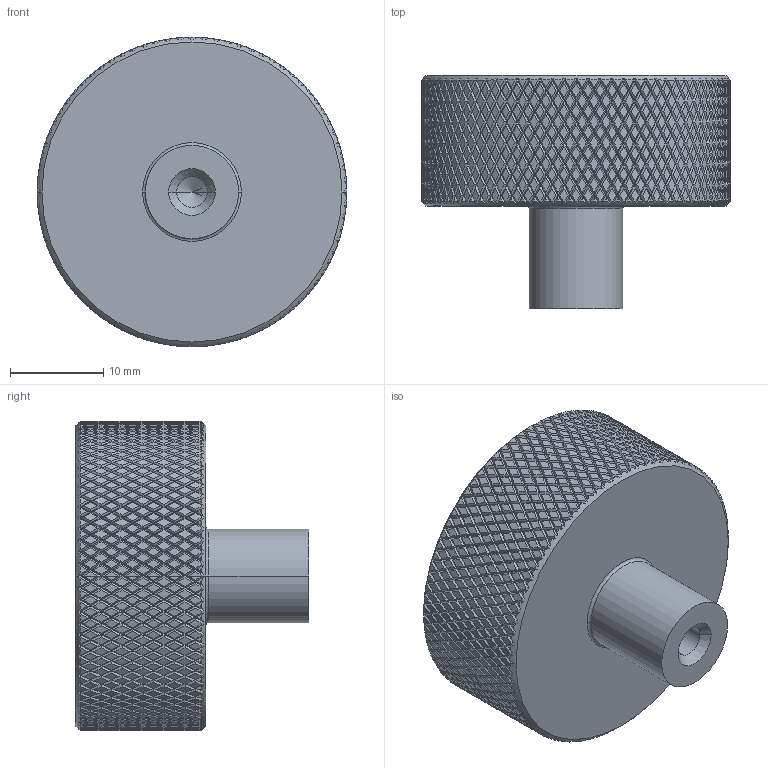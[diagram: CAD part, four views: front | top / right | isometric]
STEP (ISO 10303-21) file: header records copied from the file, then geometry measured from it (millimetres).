
FILE_DESCRIPTION(('Creo Elements/Direct Modeling STEP Export'),'2;1');
FILE_NAME('2464-33_2.stp','2021-01-05T11:27:30',(''),(''),'Creo Elements/Direct Modeling STEP processor for AP214 (Solid Model)','Creo Elements/Direct Modeling 20.0 12-Nov-2016 (C) Parametric Technology GmbH','');
FILE_SCHEMA(('AUTOMOTIVE_DESIGN { 1 0 10303 214 1 1 1 1 }'));
Products named in the file (1): 2464-33
Bounding box: 33.2 x 25 x 33.2 mm (x, y, z)
Volume: 12791.1 mm3; surface area: 3942.9 mm2
Topology: 1 solids, 1 shells, 5232 faces, 10852 edges, 5623 vertices
Faces by surface type: bspline 4160, cylinder 1058, cone 8, plane 4, torus 2
Entity records: 193007 total; most frequent: CARTESIAN_POINT 121893, ORIENTED_EDGE 21700, EDGE_CURVE 10850, B_SPLINE_CURVE_WITH_KNOTS 8480, SURFACE_CURVE 8480, VERTEX_POINT 5623, EDGE_LOOP 5235, FACE_OUTER_BOUND 5232
